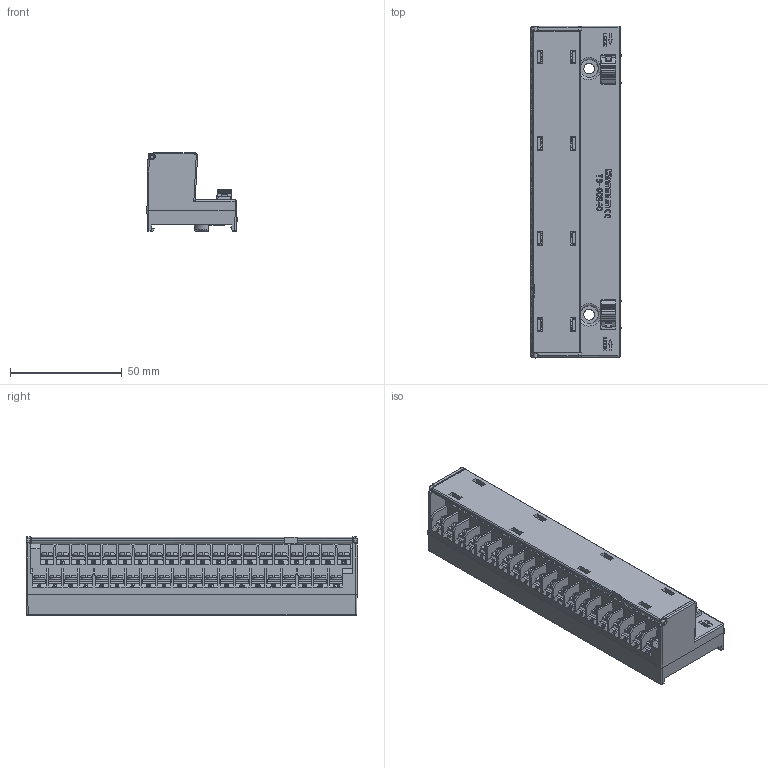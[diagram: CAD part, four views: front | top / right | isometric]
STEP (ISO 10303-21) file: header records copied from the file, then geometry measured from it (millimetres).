
FILE_DESCRIPTION(/* description */ (''),/* implementation_level */ '2;1');
FILE_NAME(/* name */ 'TB-COM40.stp',/* time_stamp */ '2024-08-09T18:16:24+08:00',/* author */ (''),/* organization */ (''),/* preprocessor_version */ 'ST-DEVELOPER v14',/* originating_system */ 'SIEMENS PLM Software NX 8.0',/* authorisation */ '');
FILE_SCHEMA (('AUTOMOTIVE_DESIGN { 1 0 10303 214 3 1 1 1 }'));
Products named in the file (1): TB-COM40 3D_stp
Bounding box: 40.3 x 148.4 x 35.2 mm (x, y, z)
Volume: 99170.4 mm3; surface area: 43822.5 mm2
Topology: 1 solids, 6 shells, 5497 faces, 15684 edges, 10379 vertices
Faces by surface type: plane 5033, cylinder 338, torus 92, bspline 12, extrusion 10, cone 6, sphere 6
Full cylindrical faces by diameter (mm): 1.95 x2, 3.3 x2, 3.781 x40, 4.8 x2, 4.975 x40
Entity records: 180019 total; most frequent: CARTESIAN_POINT 36468, ORIENTED_EDGE 30980, DIRECTION 26940, EDGE_CURVE 15490, VECTOR 13946, LINE 13936, VERTEX_POINT 10287, AXIS2_PLACEMENT_3D 6497
